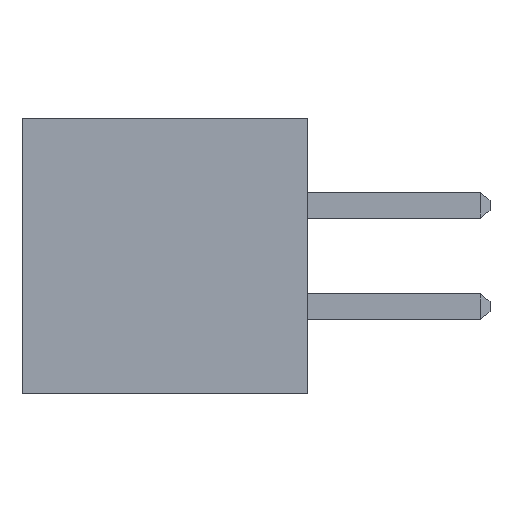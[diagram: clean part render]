
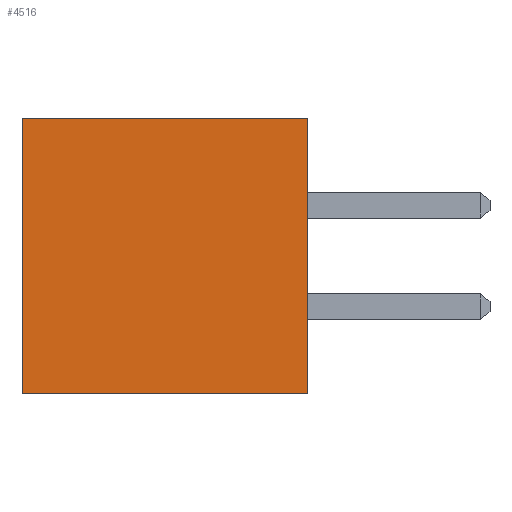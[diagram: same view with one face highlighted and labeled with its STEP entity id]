
A CAD part, left-side view. The second image highlights one B-rep face of the part: STEP entity #4516.
In plain terms, the highlighted planar face has unit normal (-1, 0, 0).
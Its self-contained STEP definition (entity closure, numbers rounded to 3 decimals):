
#139 = VERTEX_POINT ( 'NONE', #3036 ) ;
#150 = CARTESIAN_POINT ( 'NONE',  ( 0., 5.65, -5.45 ) ) ;
#271 = VECTOR ( 'NONE', #4215, 1000. ) ;
#312 = EDGE_CURVE ( 'NONE', #139, #2697, #5700, .T. ) ;
#488 = ORIENTED_EDGE ( 'NONE', *, *, #312, .T. ) ;
#777 = CARTESIAN_POINT ( 'NONE',  ( 0., 5.65, 0. ) ) ;
#825 = DIRECTION ( 'NONE',  ( 0., 0., 1. ) ) ;
#967 = CARTESIAN_POINT ( 'NONE',  ( 0., 0., 0. ) ) ;
#1627 = VECTOR ( 'NONE', #3686, 1000. ) ;
#1837 = EDGE_CURVE ( 'NONE', #2697, #2975, #4342, .T. ) ;
#1939 = LINE ( 'NONE', #8377, #1627 ) ;
#2638 = CARTESIAN_POINT ( 'NONE',  ( 0., 0., 0. ) ) ;
#2697 = VERTEX_POINT ( 'NONE', #4997 ) ;
#2764 = CARTESIAN_POINT ( 'NONE',  ( 0., 5.65, 0. ) ) ;
#2975 = VERTEX_POINT ( 'NONE', #2638 ) ;
#3036 = CARTESIAN_POINT ( 'NONE',  ( 0., 5.65, -5.45 ) ) ;
#3436 = DIRECTION ( 'NONE',  ( 0., 0., -1. ) ) ;
#3514 = FACE_OUTER_BOUND ( 'NONE', #6196, .T. ) ;
#3686 = DIRECTION ( 'NONE',  ( 0., -1., 0. ) ) ;
#3783 = VECTOR ( 'NONE', #825, 1000. ) ;
#4215 = DIRECTION ( 'NONE',  ( 0., -1., 0. ) ) ;
#4342 = LINE ( 'NONE', #967, #7984 ) ;
#4516 = ADVANCED_FACE ( 'NONE', ( #3514 ), #6159, .F. ) ;
#4922 = EDGE_CURVE ( 'NONE', #8620, #2975, #1939, .T. ) ;
#4997 = CARTESIAN_POINT ( 'NONE',  ( 0., 0., -5.45 ) ) ;
#5560 = LINE ( 'NONE', #6295, #3783 ) ;
#5700 = LINE ( 'NONE', #150, #271 ) ;
#6159 = PLANE ( 'NONE',  #6382 ) ;
#6196 = EDGE_LOOP ( 'NONE', ( #8427, #8535, #8310, #488 ) ) ;
#6295 = CARTESIAN_POINT ( 'NONE',  ( 0., 5.65, 0. ) ) ;
#6323 = DIRECTION ( 'NONE',  ( 0., 0., 1. ) ) ;
#6382 = AXIS2_PLACEMENT_3D ( 'NONE', #2764, #7472, #3436 ) ;
#6884 = EDGE_CURVE ( 'NONE', #139, #8620, #5560, .T. ) ;
#7472 = DIRECTION ( 'NONE',  ( 1., 0., 0. ) ) ;
#7984 = VECTOR ( 'NONE', #6323, 1000. ) ;
#8310 = ORIENTED_EDGE ( 'NONE', *, *, #6884, .F. ) ;
#8377 = CARTESIAN_POINT ( 'NONE',  ( 0., 5.65, 0. ) ) ;
#8427 = ORIENTED_EDGE ( 'NONE', *, *, #1837, .T. ) ;
#8535 = ORIENTED_EDGE ( 'NONE', *, *, #4922, .F. ) ;
#8620 = VERTEX_POINT ( 'NONE', #777 ) ;
